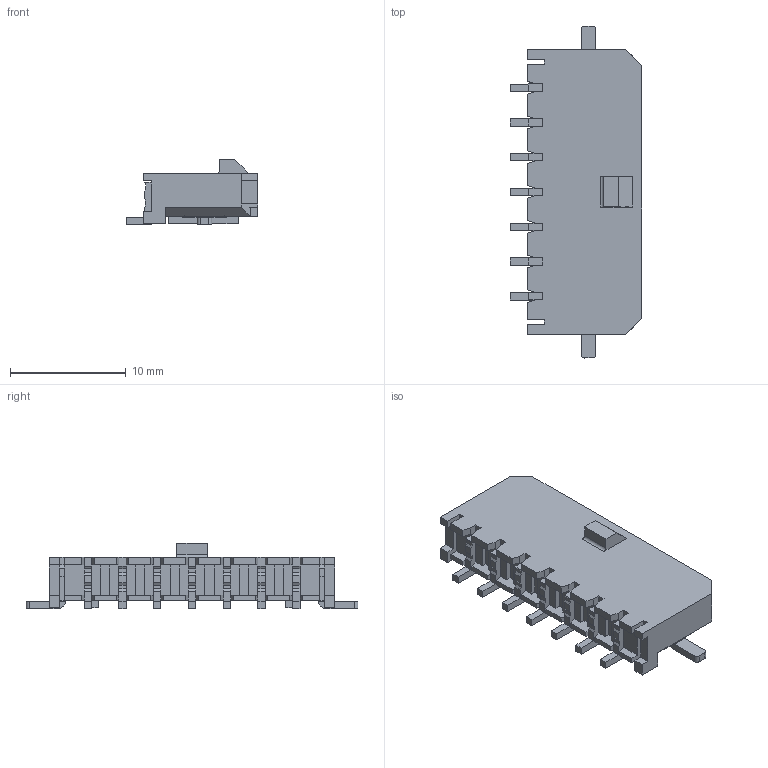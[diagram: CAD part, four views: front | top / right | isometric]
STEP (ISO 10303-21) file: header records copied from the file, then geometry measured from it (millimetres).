
FILE_DESCRIPTION(/* description */ ('Unknown'),/* implementation_level */ '2;1');
FILE_NAME(/* name */ 'J_Wurth_WR-MPC3_662107145021',/* time_stamp */ '2025-06-12T16:19:32+08:00',/* author */ ('Unknown'),/* organization */ ('Unknown'),/* preprocessor_version */ 'ST-DEVELOPER v19.4',/* originating_system */ 'Solid Edge',/* authorisation */ 'Unknown');
FILE_SCHEMA (('AUTOMOTIVE_DESIGN {1 0 10303 214 3 1 1}'));
Length unit declared in the file: millimetre
Products named in the file (2): J_Wurth_WR-MPC3_662107145021
Assembly tree (1 placements, depth 2):
  J_Wurth_WR-MPC3_662107145021
    J_Wurth_WR-MPC3_662107145021
Bounding box: 11.35 x 28.65 x 5.64 mm (x, y, z)
Volume: 588.6 mm3; surface area: 1500.7 mm2
Topology: 1 solids, 1 shells, 476 faces, 1280 edges, 816 vertices
Faces by surface type: plane 461, cylinder 15
Full cylindrical faces by diameter (mm): 0.8 x2
Entity records: 17825 total; most frequent: CARTESIAN_POINT 2568, ORIENTED_EDGE 2552, DIRECTION 2262, EDGE_CURVE 1276, LINE 1246, VECTOR 1246, VERTEX_POINT 814, AXIS2_PLACEMENT_3D 508
